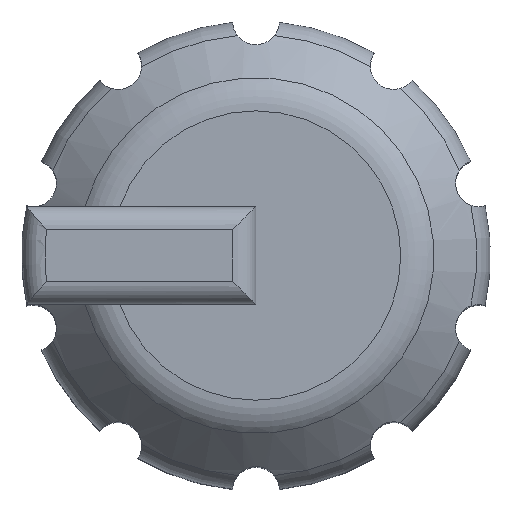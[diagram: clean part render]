
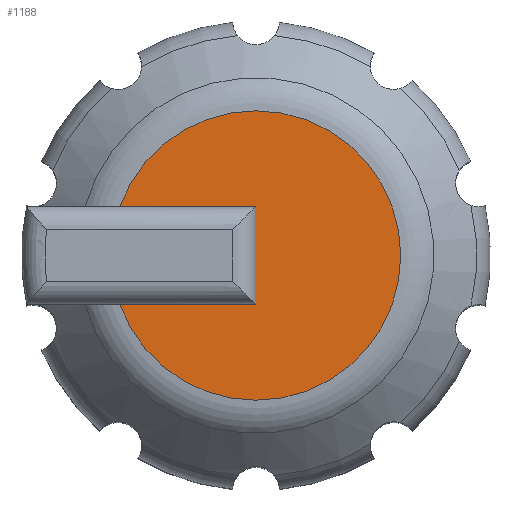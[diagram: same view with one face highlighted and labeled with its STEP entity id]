
A CAD part, top view. The second image highlights one B-rep face of the part: STEP entity #1188.
In plain terms, the highlighted planar face has unit normal (0, 0, 1).
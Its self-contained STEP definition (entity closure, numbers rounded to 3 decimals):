
#35=PLANE('',#1352);
#51=LINE('',#2310,#93);
#54=LINE('',#2332,#96);
#55=LINE('',#2354,#97);
#93=VECTOR('',#1543,10.);
#96=VECTOR('',#1550,10.);
#97=VECTOR('',#1559,10.);
#214=FACE_OUTER_BOUND('',#288,.T.);
#288=EDGE_LOOP('',(#1060,#1061,#1062,#1063));
#429=CIRCLE('',#1351,3.086);
#497=VERTEX_POINT('',#2307);
#498=VERTEX_POINT('',#2309);
#501=VERTEX_POINT('',#2330);
#504=VERTEX_POINT('',#2353);
#641=EDGE_CURVE('',#498,#497,#51,.T.);
#646=EDGE_CURVE('',#497,#501,#54,.T.);
#650=EDGE_CURVE('',#504,#498,#55,.T.);
#722=EDGE_CURVE('',#504,#501,#429,.T.);
#1060=ORIENTED_EDGE('',*,*,#646,.T.);
#1061=ORIENTED_EDGE('',*,*,#722,.F.);
#1062=ORIENTED_EDGE('',*,*,#650,.T.);
#1063=ORIENTED_EDGE('',*,*,#641,.T.);
#1188=ADVANCED_FACE('',(#214),#35,.T.);
#1351=AXIS2_PLACEMENT_3D('',#2678,#1688,#1689);
#1352=AXIS2_PLACEMENT_3D('',#2679,#1690,#1691);
#1543=DIRECTION('',(0.,-1.,0.));
#1550=DIRECTION('',(-1.,0.,0.));
#1559=DIRECTION('',(1.,0.,0.));
#1688=DIRECTION('center_axis',(0.,0.,-1.));
#1689=DIRECTION('ref_axis',(0.,-1.,0.));
#1690=DIRECTION('center_axis',(0.,0.,1.));
#1691=DIRECTION('ref_axis',(1.,0.,0.));
#2307=CARTESIAN_POINT('',(0.,-1.045,10.));
#2309=CARTESIAN_POINT('',(0.,1.045,10.));
#2310=CARTESIAN_POINT('',(0.,-0.523,10.));
#2330=CARTESIAN_POINT('',(-2.903,-1.045,10.));
#2332=CARTESIAN_POINT('',(-2.445,-1.045,10.));
#2353=CARTESIAN_POINT('',(-2.903,1.045,10.));
#2354=CARTESIAN_POINT('',(0.,1.045,10.));
#2678=CARTESIAN_POINT('Origin',(0.,0.,10.));
#2679=CARTESIAN_POINT('Origin',(0.,0.,10.));
